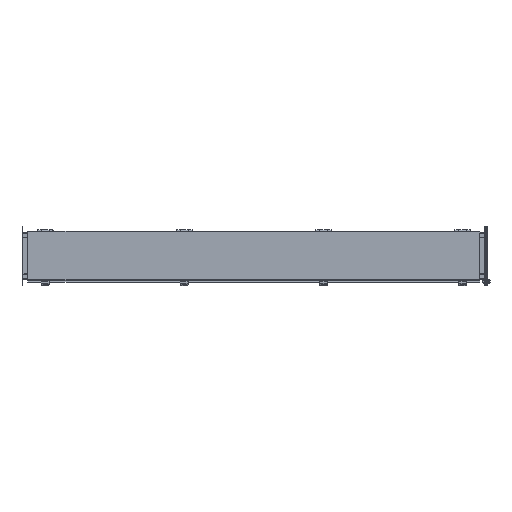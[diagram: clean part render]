
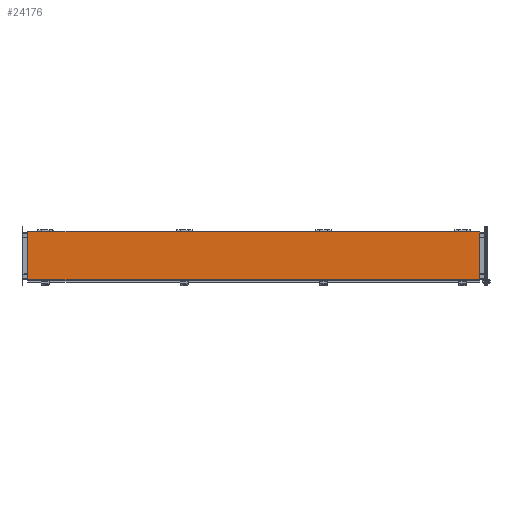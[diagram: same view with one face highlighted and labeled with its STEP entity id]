
A CAD part, top view. The second image highlights one B-rep face of the part: STEP entity #24176.
In plain terms, the highlighted planar face has unit normal (0, 0, 1).
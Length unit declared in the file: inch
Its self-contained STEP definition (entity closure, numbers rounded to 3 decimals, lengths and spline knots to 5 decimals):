
#843 = PLANE ( 'NONE',  #13310 ) ;
#1047 = CARTESIAN_POINT ( 'NONE',  ( -29.234, -3.07943, 6.172 ) ) ;
#1590 = ORIENTED_EDGE ( 'NONE', *, *, #14168, .T. ) ;
#2287 = VECTOR ( 'NONE', #17072, 39.37008 ) ;
#2386 = CARTESIAN_POINT ( 'NONE',  ( 29.234, 3.07957, 6.172 ) ) ;
#2785 = LINE ( 'NONE', #4695, #2287 ) ;
#3738 = LINE ( 'NONE', #24717, #9143 ) ;
#4109 = VERTEX_POINT ( 'NONE', #4868 ) ;
#4695 = CARTESIAN_POINT ( 'NONE',  ( 29.234, 3.18757, 6.172 ) ) ;
#4868 = CARTESIAN_POINT ( 'NONE',  ( -29.234, -3.07943, 6.172 ) ) ;
#5125 = DIRECTION ( 'NONE',  ( 1., 0., 0. ) ) ;
#5294 = CARTESIAN_POINT ( 'NONE',  ( -29.234, 3.07957, 6.172 ) ) ;
#7841 = DIRECTION ( 'NONE',  ( 1., 0., 0. ) ) ;
#8534 = EDGE_CURVE ( 'NONE', #4109, #24787, #19632, .T. ) ;
#9011 = CARTESIAN_POINT ( 'NONE',  ( -29.234, -3.18743, 6.172 ) ) ;
#9143 = VECTOR ( 'NONE', #7841, 39.37008 ) ;
#10622 = CARTESIAN_POINT ( 'NONE',  ( 29.234, -3.07943, 6.172 ) ) ;
#10774 = EDGE_LOOP ( 'NONE', ( #18415, #12028, #1590, #19491 ) ) ;
#11376 = VECTOR ( 'NONE', #15255, 39.37008 ) ;
#12028 = ORIENTED_EDGE ( 'NONE', *, *, #12569, .T. ) ;
#12569 = EDGE_CURVE ( 'NONE', #4109, #25480, #20089, .T. ) ;
#12827 = DIRECTION ( 'NONE',  ( 0., 0., 1. ) ) ;
#13310 = AXIS2_PLACEMENT_3D ( 'NONE', #9011, #12827, #21399 ) ;
#14069 = VERTEX_POINT ( 'NONE', #2386 ) ;
#14168 = EDGE_CURVE ( 'NONE', #25480, #14069, #2785, .T. ) ;
#15255 = DIRECTION ( 'NONE',  ( 0., 1., 0. ) ) ;
#17072 = DIRECTION ( 'NONE',  ( 0., 1., 0. ) ) ;
#18415 = ORIENTED_EDGE ( 'NONE', *, *, #8534, .F. ) ;
#18716 = VECTOR ( 'NONE', #5125, 39.37008 ) ;
#19491 = ORIENTED_EDGE ( 'NONE', *, *, #21591, .F. ) ;
#19632 = LINE ( 'NONE', #21410, #11376 ) ;
#20089 = LINE ( 'NONE', #1047, #18716 ) ;
#21399 = DIRECTION ( 'NONE',  ( 1., 0., 0. ) ) ;
#21410 = CARTESIAN_POINT ( 'NONE',  ( -29.234, -3.18743, 6.172 ) ) ;
#21591 = EDGE_CURVE ( 'NONE', #24787, #14069, #3738, .T. ) ;
#24176 = ADVANCED_FACE ( 'NONE', ( #25363 ), #843, .T. ) ;
#24717 = CARTESIAN_POINT ( 'NONE',  ( -29.234, 3.07957, 6.172 ) ) ;
#24787 = VERTEX_POINT ( 'NONE', #5294 ) ;
#25363 = FACE_OUTER_BOUND ( 'NONE', #10774, .T. ) ;
#25480 = VERTEX_POINT ( 'NONE', #10622 ) ;
